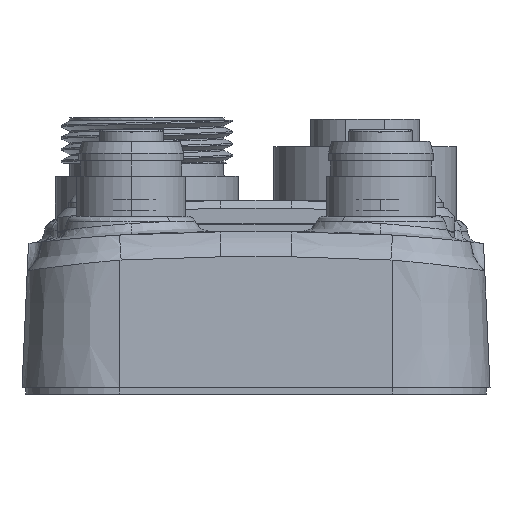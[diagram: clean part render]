
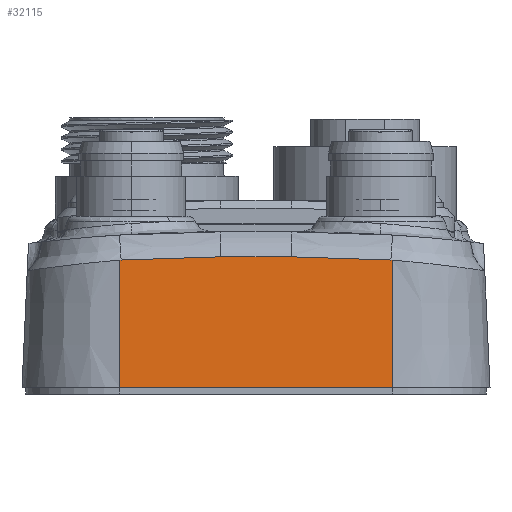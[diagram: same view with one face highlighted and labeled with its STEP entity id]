
A CAD part, front view. The second image highlights one B-rep face of the part: STEP entity #32115.
In plain terms, the highlighted planar face has unit normal (0, -0.999, 0.045).
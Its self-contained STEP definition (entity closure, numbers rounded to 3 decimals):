
#6=DIRECTION('',(0.,-0.045,-0.999));
#7=VECTOR('',#6,16.387);
#8=CARTESIAN_POINT('',(189.,-114.264,13.37));
#9=LINE('',#8,#7);
#10=CARTESIAN_POINT('',(189.205,-114.263,13.386));
#11=CARTESIAN_POINT('',(189.137,-114.263,13.381));
#12=CARTESIAN_POINT('',(189.069,-114.263,13.376));
#13=CARTESIAN_POINT('',(189.,-114.264,13.37));
#15=CARTESIAN_POINT('',(202.,-114.244,13.794));
#16=CARTESIAN_POINT('',(197.733,-114.244,13.794));
#17=CARTESIAN_POINT('',(193.463,-114.25,13.658));
#18=CARTESIAN_POINT('',(189.205,-114.263,13.386));
#20=CARTESIAN_POINT('',(223.795,-114.263,13.386));
#21=CARTESIAN_POINT('',(219.537,-114.25,13.658));
#22=CARTESIAN_POINT('',(215.268,-114.244,13.794));
#23=CARTESIAN_POINT('',(211.,-114.244,13.794));
#25=DIRECTION('',(1.,0.,0.));
#26=VECTOR('',#25,35.001);
#27=CARTESIAN_POINT('',(189.,-115.,-3.));
#28=LINE('',#27,#26);
#311=DIRECTION('',(0.,-0.045,-0.999));
#312=VECTOR('',#311,16.387);
#313=CARTESIAN_POINT('',(224.,-114.263,13.37));
#314=LINE('',#313,#312);
#333=CARTESIAN_POINT('',(223.795,-114.263,13.386));
#334=CARTESIAN_POINT('',(223.818,-114.263,13.384));
#335=CARTESIAN_POINT('',(223.863,-114.263,13.374));
#336=CARTESIAN_POINT('',(223.932,-114.263,13.382));
#337=CARTESIAN_POINT('',(223.977,-114.263,13.372));
#338=CARTESIAN_POINT('',(224.,-114.263,13.37));
#11516=DIRECTION('',(1.,0.,0.));
#11517=VECTOR('',#11516,9.);
#11518=CARTESIAN_POINT('',(202.,-114.244,
13.794));
#11519=LINE('',#11518,#11517);
#27156=CARTESIAN_POINT('',(202.,-114.244,
13.794));
#27157=CARTESIAN_POINT('',(211.,-114.244,
13.794));
#27158=VERTEX_POINT('',#27156);
#27159=VERTEX_POINT('',#27157);
#27418=CARTESIAN_POINT('',(189.,-114.264,
13.37));
#27419=CARTESIAN_POINT('',(189.,-115.,
-3.));
#27420=VERTEX_POINT('',#27418);
#27421=VERTEX_POINT('',#27419);
#27422=CARTESIAN_POINT('',(224.001,-115.,
-3.));
#27423=VERTEX_POINT('',#27422);
#27424=CARTESIAN_POINT('',(224.,-114.263,
13.37));
#27425=VERTEX_POINT('',#27424);
#27426=VERTEX_POINT('',#333);
#27427=VERTEX_POINT('',#18);
#32093=CARTESIAN_POINT('',(206.5,-114.55,7.));
#32094=DIRECTION('',(0.,0.999,-0.045));
#32095=DIRECTION('',(1.,0.,0.));
#32096=AXIS2_PLACEMENT_3D('',#32093,#32094,#32095);
#32097=PLANE('',#32096);
#32099=ORIENTED_EDGE('',*,*,#32098,.F.);
#32101=ORIENTED_EDGE('',*,*,#32100,.F.);
#32103=ORIENTED_EDGE('',*,*,#32102,.F.);
#32105=ORIENTED_EDGE('',*,*,#32104,.T.);
#32106=ORIENTED_EDGE('',*,*,#32082,.F.);
#32108=ORIENTED_EDGE('',*,*,#32107,.T.);
#32110=ORIENTED_EDGE('',*,*,#32109,.T.);
#32112=ORIENTED_EDGE('',*,*,#32111,.F.);
#32113=EDGE_LOOP('',(#32099,#32101,#32103,#32105,#32106,#32108,#32110,#32112));
#32114=FACE_OUTER_BOUND('',#32113,.F.);
#32115=ADVANCED_FACE('',(#32114),#32097,.F.);
#14=B_SPLINE_CURVE_WITH_KNOTS('',3,(#10,#11,#12,#13),.UNSPECIFIED.,.F.,.F.,(4,
4),(0.,1.),.UNSPECIFIED.);
#19=B_SPLINE_CURVE_WITH_KNOTS('',3,(#15,#16,#17,#18),.UNSPECIFIED.,.F.,.F.,(4,
4),(0.,1.),.UNSPECIFIED.);
#24=B_SPLINE_CURVE_WITH_KNOTS('',3,(#20,#21,#22,#23),.UNSPECIFIED.,.F.,.F.,(4,
4),(0.,1.),.UNSPECIFIED.);
#339=B_SPLINE_CURVE_WITH_KNOTS('',3,(#333,#334,#335,#336,#337,#338),
.UNSPECIFIED.,.F.,.F.,(4,1,1,4),(0.,0.333,0.667,1.),
.UNSPECIFIED.);
#32082=EDGE_CURVE('',#27426,#27159,#24,.T.);
#32098=EDGE_CURVE('',#27420,#27421,#9,.T.);
#32100=EDGE_CURVE('',#27427,#27420,#14,.T.);
#32102=EDGE_CURVE('',#27158,#27427,#19,.T.);
#32104=EDGE_CURVE('',#27158,#27159,#11519,.T.);
#32107=EDGE_CURVE('',#27426,#27425,#339,.T.);
#32109=EDGE_CURVE('',#27425,#27423,#314,.T.);
#32111=EDGE_CURVE('',#27421,#27423,#28,.T.);
